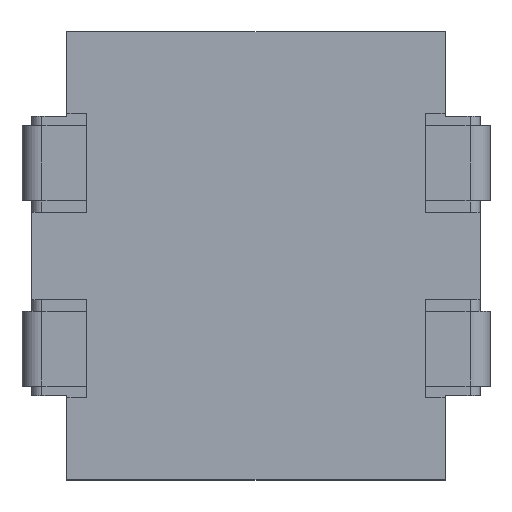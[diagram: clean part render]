
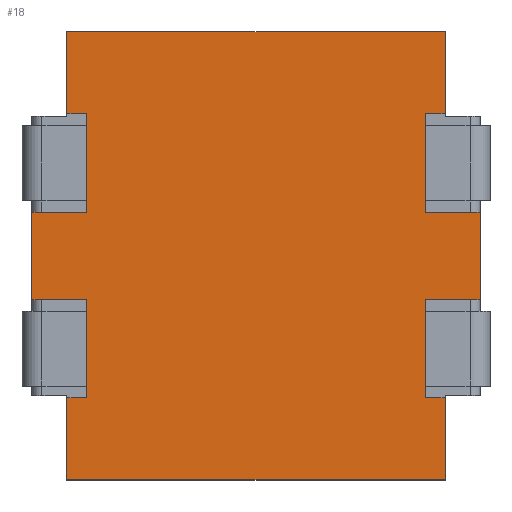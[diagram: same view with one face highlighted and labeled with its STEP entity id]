
A CAD part, top view. The second image highlights one B-rep face of the part: STEP entity #18.
In plain terms, the highlighted planar face has unit normal (0, 0, 1).
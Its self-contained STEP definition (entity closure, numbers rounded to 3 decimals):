
#6 = CARTESIAN_POINT ( 'NONE',  ( -2.25, 1.425, 1.75 ) ) ;
#16 = DIRECTION ( 'NONE',  ( 0., -1., 0. ) ) ;
#18 = ADVANCED_FACE ( 'NONE', ( #1560 ), #921, .T. ) ;
#25 = VECTOR ( 'NONE', #16, 1000. ) ;
#37 = CARTESIAN_POINT ( 'NONE',  ( -1.9, 2.25, 1.75 ) ) ;
#40 = VERTEX_POINT ( 'NONE', #1420 ) ;
#42 = CARTESIAN_POINT ( 'NONE',  ( 1.9, 2.25, 1.75 ) ) ;
#47 = ORIENTED_EDGE ( 'NONE', *, *, #1954, .F. ) ;
#59 = LINE ( 'NONE', #1578, #1748 ) ;
#62 = VECTOR ( 'NONE', #909, 1000. ) ;
#94 = VERTEX_POINT ( 'NONE', #1258 ) ;
#125 = LINE ( 'NONE', #2022, #1385 ) ;
#153 = VECTOR ( 'NONE', #333, 1000. ) ;
#154 = VECTOR ( 'NONE', #663, 1000. ) ;
#160 = CARTESIAN_POINT ( 'NONE',  ( 1.9, 1.425, 1.75 ) ) ;
#166 = VERTEX_POINT ( 'NONE', #2101 ) ;
#187 = DIRECTION ( 'NONE',  ( 0., 1., 0. ) ) ;
#189 = DIRECTION ( 'NONE',  ( 0., -1., 0. ) ) ;
#192 = VERTEX_POINT ( 'NONE', #308 ) ;
#247 = ORIENTED_EDGE ( 'NONE', *, *, #1574, .T. ) ;
#257 = EDGE_CURVE ( 'NONE', #1933, #1854, #815, .T. ) ;
#258 = LINE ( 'NONE', #1696, #412 ) ;
#281 = EDGE_CURVE ( 'NONE', #1684, #1966, #715, .T. ) ;
#289 = DIRECTION ( 'NONE',  ( 0., -1., 0. ) ) ;
#292 = ORIENTED_EDGE ( 'NONE', *, *, #1796, .T. ) ;
#294 = EDGE_CURVE ( 'NONE', #166, #982, #450, .T. ) ;
#307 = EDGE_CURVE ( 'NONE', #192, #166, #537, .T. ) ;
#308 = CARTESIAN_POINT ( 'NONE',  ( -1.9, 1.425, 1.75 ) ) ;
#309 = EDGE_CURVE ( 'NONE', #192, #1058, #1358, .T. ) ;
#323 = CARTESIAN_POINT ( 'NONE',  ( 1.9, 2.25, 1.75 ) ) ;
#333 = DIRECTION ( 'NONE',  ( 1., 0., 0. ) ) ;
#334 = CARTESIAN_POINT ( 'NONE',  ( -2.25, 0.44, 1.75 ) ) ;
#345 = EDGE_CURVE ( 'NONE', #518, #1854, #1885, .T. ) ;
#351 = CARTESIAN_POINT ( 'NONE',  ( 1.9, -2.25, 1.75 ) ) ;
#367 = CARTESIAN_POINT ( 'NONE',  ( 1.7, -1.425, 1.75 ) ) ;
#384 = ORIENTED_EDGE ( 'NONE', *, *, #485, .F. ) ;
#387 = ORIENTED_EDGE ( 'NONE', *, *, #309, .F. ) ;
#390 = VECTOR ( 'NONE', #2007, 1000. ) ;
#412 = VECTOR ( 'NONE', #556, 1000. ) ;
#425 = DIRECTION ( 'NONE',  ( 0., 1., 0. ) ) ;
#450 = LINE ( 'NONE', #1662, #25 ) ;
#460 = LINE ( 'NONE', #1832, #1888 ) ;
#483 = CARTESIAN_POINT ( 'NONE',  ( 2.25, 0.44, 1.75 ) ) ;
#485 = EDGE_CURVE ( 'NONE', #1723, #1092, #460, .T. ) ;
#496 = ORIENTED_EDGE ( 'NONE', *, *, #257, .T. ) ;
#505 = VECTOR ( 'NONE', #988, 1000. ) ;
#518 = VERTEX_POINT ( 'NONE', #42 ) ;
#519 = CARTESIAN_POINT ( 'NONE',  ( 1.7, -0.44, 1.75 ) ) ;
#537 = LINE ( 'NONE', #6, #153 ) ;
#556 = DIRECTION ( 'NONE',  ( 0., 1., 0. ) ) ;
#585 = EDGE_CURVE ( 'NONE', #1014, #1859, #872, .T. ) ;
#592 = LINE ( 'NONE', #1313, #154 ) ;
#598 = EDGE_CURVE ( 'NONE', #1014, #1933, #258, .T. ) ;
#600 = ORIENTED_EDGE ( 'NONE', *, *, #585, .F. ) ;
#627 = ORIENTED_EDGE ( 'NONE', *, *, #345, .F. ) ;
#653 = CARTESIAN_POINT ( 'NONE',  ( -2.25, -0.44, 1.75 ) ) ;
#663 = DIRECTION ( 'NONE',  ( 1., 0., 0. ) ) ;
#664 = VECTOR ( 'NONE', #289, 1000. ) ;
#707 = EDGE_CURVE ( 'NONE', #1966, #1859, #1051, .T. ) ;
#715 = LINE ( 'NONE', #653, #505 ) ;
#747 = EDGE_CURVE ( 'NONE', #1823, #94, #1173, .T. ) ;
#767 = LINE ( 'NONE', #1849, #390 ) ;
#768 = LINE ( 'NONE', #334, #1222 ) ;
#815 = LINE ( 'NONE', #1817, #2014 ) ;
#816 = ORIENTED_EDGE ( 'NONE', *, *, #963, .T. ) ;
#836 = CARTESIAN_POINT ( 'NONE',  ( -2.25, 0.44, 1.75 ) ) ;
#838 = ORIENTED_EDGE ( 'NONE', *, *, #707, .T. ) ;
#842 = DIRECTION ( 'NONE',  ( 1., 0., 0. ) ) ;
#847 = VECTOR ( 'NONE', #879, 1000. ) ;
#872 = LINE ( 'NONE', #1856, #847 ) ;
#879 = DIRECTION ( 'NONE',  ( 1., 0., 0. ) ) ;
#895 = EDGE_CURVE ( 'NONE', #1031, #1723, #767, .T. ) ;
#909 = DIRECTION ( 'NONE',  ( 0., 1., 0. ) ) ;
#921 = PLANE ( 'NONE',  #965 ) ;
#930 = EDGE_LOOP ( 'NONE', ( #47, #1227, #2028, #384, #989, #816, #1899, #838, #600, #980, #496, #627, #247, #387, #1934, #1732, #1392, #1546, #292, #2062 ) ) ;
#932 = CARTESIAN_POINT ( 'NONE',  ( 1.7, 0.44, 1.75 ) ) ;
#963 = EDGE_CURVE ( 'NONE', #1031, #1684, #1249, .T. ) ;
#965 = AXIS2_PLACEMENT_3D ( 'NONE', #1752, #1570, #2070 ) ;
#971 = VECTOR ( 'NONE', #187, 1000. ) ;
#980 = ORIENTED_EDGE ( 'NONE', *, *, #598, .T. ) ;
#982 = VERTEX_POINT ( 'NONE', #1622 ) ;
#988 = DIRECTION ( 'NONE',  ( 1., 0., 0. ) ) ;
#989 = ORIENTED_EDGE ( 'NONE', *, *, #895, .F. ) ;
#993 = LINE ( 'NONE', #1264, #664 ) ;
#1014 = VERTEX_POINT ( 'NONE', #932 ) ;
#1022 = LINE ( 'NONE', #1625, #1995 ) ;
#1031 = VERTEX_POINT ( 'NONE', #367 ) ;
#1051 = LINE ( 'NONE', #1393, #1277 ) ;
#1058 = VERTEX_POINT ( 'NONE', #37 ) ;
#1078 = CARTESIAN_POINT ( 'NONE',  ( -1.9, -2.25, 1.75 ) ) ;
#1092 = VERTEX_POINT ( 'NONE', #351 ) ;
#1105 = CARTESIAN_POINT ( 'NONE',  ( 1.9, -1.425, 1.75 ) ) ;
#1124 = VECTOR ( 'NONE', #425, 1000. ) ;
#1141 = DIRECTION ( 'NONE',  ( 1., 0., 0. ) ) ;
#1149 = DIRECTION ( 'NONE',  ( 0., -1., 0. ) ) ;
#1162 = CARTESIAN_POINT ( 'NONE',  ( -2.25, 2.25, 1.75 ) ) ;
#1173 = LINE ( 'NONE', #1078, #62 ) ;
#1191 = VERTEX_POINT ( 'NONE', #1710 ) ;
#1222 = VECTOR ( 'NONE', #842, 1000. ) ;
#1227 = ORIENTED_EDGE ( 'NONE', *, *, #747, .F. ) ;
#1249 = LINE ( 'NONE', #519, #1124 ) ;
#1258 = CARTESIAN_POINT ( 'NONE',  ( -1.9, -1.425, 1.75 ) ) ;
#1264 = CARTESIAN_POINT ( 'NONE',  ( -1.7, -0.44, 1.75 ) ) ;
#1277 = VECTOR ( 'NONE', #2026, 1000. ) ;
#1298 = VERTEX_POINT ( 'NONE', #1478 ) ;
#1308 = CARTESIAN_POINT ( 'NONE',  ( -1.9, 2.25, 1.75 ) ) ;
#1312 = EDGE_CURVE ( 'NONE', #1342, #1191, #1820, .T. ) ;
#1313 = CARTESIAN_POINT ( 'NONE',  ( -2.25, -2.25, 1.75 ) ) ;
#1331 = VECTOR ( 'NONE', #189, 1000. ) ;
#1342 = VERTEX_POINT ( 'NONE', #836 ) ;
#1358 = LINE ( 'NONE', #1308, #971 ) ;
#1378 = EDGE_CURVE ( 'NONE', #1342, #982, #768, .T. ) ;
#1385 = VECTOR ( 'NONE', #1529, 1000. ) ;
#1392 = ORIENTED_EDGE ( 'NONE', *, *, #1378, .F. ) ;
#1393 = CARTESIAN_POINT ( 'NONE',  ( 2.25, 2.25, 1.75 ) ) ;
#1416 = CARTESIAN_POINT ( 'NONE',  ( 1.7, 1.425, 1.75 ) ) ;
#1420 = CARTESIAN_POINT ( 'NONE',  ( -1.7, -0.44, 1.75 ) ) ;
#1461 = VECTOR ( 'NONE', #1149, 1000. ) ;
#1478 = CARTESIAN_POINT ( 'NONE',  ( -1.7, -1.425, 1.75 ) ) ;
#1528 = DIRECTION ( 'NONE',  ( 0., -1., 0. ) ) ;
#1529 = DIRECTION ( 'NONE',  ( -1., 0., 0. ) ) ;
#1546 = ORIENTED_EDGE ( 'NONE', *, *, #1312, .T. ) ;
#1560 = FACE_OUTER_BOUND ( 'NONE', #930, .T. ) ;
#1570 = DIRECTION ( 'NONE',  ( 0., 0., 1. ) ) ;
#1574 = EDGE_CURVE ( 'NONE', #518, #1058, #125, .T. ) ;
#1578 = CARTESIAN_POINT ( 'NONE',  ( -2.25, -1.425, 1.75 ) ) ;
#1594 = CARTESIAN_POINT ( 'NONE',  ( 1.7, -0.44, 1.75 ) ) ;
#1622 = CARTESIAN_POINT ( 'NONE',  ( -1.7, 0.44, 1.75 ) ) ;
#1625 = CARTESIAN_POINT ( 'NONE',  ( -2.25, -0.44, 1.75 ) ) ;
#1634 = DIRECTION ( 'NONE',  ( 1., 0., 0. ) ) ;
#1662 = CARTESIAN_POINT ( 'NONE',  ( -1.7, 1.425, 1.75 ) ) ;
#1684 = VERTEX_POINT ( 'NONE', #1594 ) ;
#1694 = EDGE_CURVE ( 'NONE', #40, #1298, #993, .T. ) ;
#1696 = CARTESIAN_POINT ( 'NONE',  ( 1.7, 1.425, 1.75 ) ) ;
#1710 = CARTESIAN_POINT ( 'NONE',  ( -2.25, -0.44, 1.75 ) ) ;
#1723 = VERTEX_POINT ( 'NONE', #1105 ) ;
#1732 = ORIENTED_EDGE ( 'NONE', *, *, #294, .T. ) ;
#1748 = VECTOR ( 'NONE', #1903, 1000. ) ;
#1752 = CARTESIAN_POINT ( 'NONE',  ( 0., 0., 1.75 ) ) ;
#1796 = EDGE_CURVE ( 'NONE', #1191, #40, #1022, .T. ) ;
#1817 = CARTESIAN_POINT ( 'NONE',  ( -2.25, 1.425, 1.75 ) ) ;
#1820 = LINE ( 'NONE', #1162, #1331 ) ;
#1823 = VERTEX_POINT ( 'NONE', #1962 ) ;
#1832 = CARTESIAN_POINT ( 'NONE',  ( 1.9, -2.25, 1.75 ) ) ;
#1849 = CARTESIAN_POINT ( 'NONE',  ( -2.25, -1.425, 1.75 ) ) ;
#1854 = VERTEX_POINT ( 'NONE', #160 ) ;
#1856 = CARTESIAN_POINT ( 'NONE',  ( -2.25, 0.44, 1.75 ) ) ;
#1859 = VERTEX_POINT ( 'NONE', #483 ) ;
#1877 = EDGE_CURVE ( 'NONE', #1823, #1092, #592, .T. ) ;
#1885 = LINE ( 'NONE', #323, #1461 ) ;
#1888 = VECTOR ( 'NONE', #1528, 1000. ) ;
#1899 = ORIENTED_EDGE ( 'NONE', *, *, #281, .T. ) ;
#1903 = DIRECTION ( 'NONE',  ( 1., 0., 0. ) ) ;
#1933 = VERTEX_POINT ( 'NONE', #1416 ) ;
#1934 = ORIENTED_EDGE ( 'NONE', *, *, #307, .T. ) ;
#1954 = EDGE_CURVE ( 'NONE', #94, #1298, #59, .T. ) ;
#1962 = CARTESIAN_POINT ( 'NONE',  ( -1.9, -2.25, 1.75 ) ) ;
#1966 = VERTEX_POINT ( 'NONE', #2067 ) ;
#1995 = VECTOR ( 'NONE', #1634, 1000. ) ;
#2007 = DIRECTION ( 'NONE',  ( 1., 0., 0. ) ) ;
#2014 = VECTOR ( 'NONE', #1141, 1000. ) ;
#2022 = CARTESIAN_POINT ( 'NONE',  ( -2.25, 2.25, 1.75 ) ) ;
#2026 = DIRECTION ( 'NONE',  ( 0., 1., 0. ) ) ;
#2028 = ORIENTED_EDGE ( 'NONE', *, *, #1877, .T. ) ;
#2062 = ORIENTED_EDGE ( 'NONE', *, *, #1694, .T. ) ;
#2067 = CARTESIAN_POINT ( 'NONE',  ( 2.25, -0.44, 1.75 ) ) ;
#2070 = DIRECTION ( 'NONE',  ( 1., 0., 0. ) ) ;
#2101 = CARTESIAN_POINT ( 'NONE',  ( -1.7, 1.425, 1.75 ) ) ;
